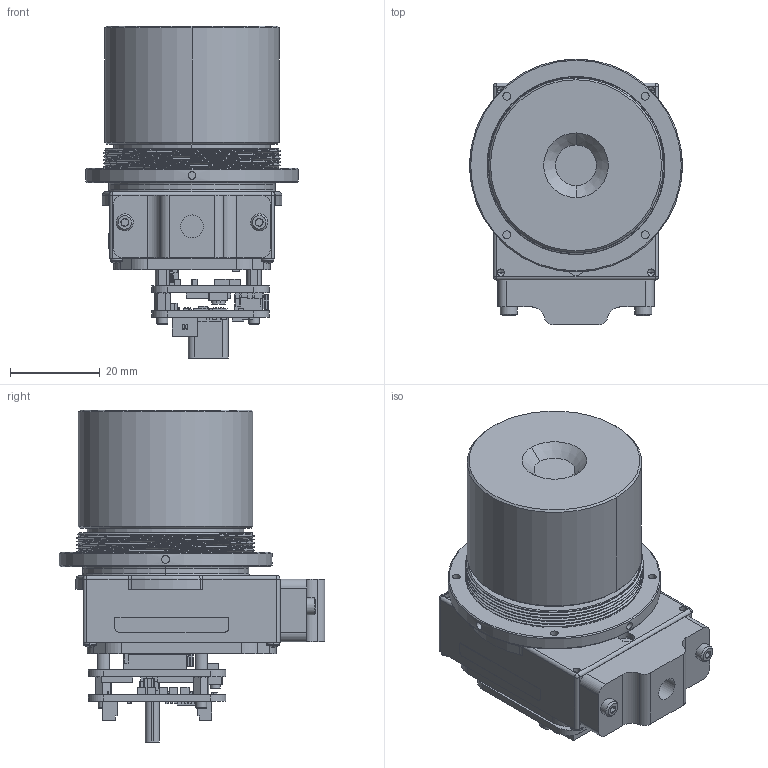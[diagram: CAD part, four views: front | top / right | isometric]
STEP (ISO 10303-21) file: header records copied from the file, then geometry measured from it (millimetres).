
FILE_DESCRIPTION (( 'STEP AP214' ), '1' );
FILE_NAME ('SL-D5-1324-A60.STEP', '2024-06-13T19:24:52', ( '' ), ( '' ), 'SwSTEP 2.0', 'SolidWorks 2023', '' );
FILE_SCHEMA (( 'AUTOMOTIVE_DESIGN' ));
Length unit declared in the file: inch
Products named in the file (1): SL-D5-1324-A60
Bounding box: 47.5 x 59.28 x 74.09 mm (x, y, z)
Volume: 67687.6 mm3; surface area: 27859 mm2
Topology: 12 solids, 16 shells, 1514 faces, 4004 edges, 2629 vertices
Faces by surface type: plane 993, cylinder 296, cone 120, bspline 66, torus 27, sphere 12
Full cylindrical faces by diameter (mm): 0.203 x3, 0.432 x2, 0.508 x3, 0.6 x12, 0.75 x2, 0.864 x3, 1.2 x2, 1.6 x6, 1.727 x8, 1.9 x4, 2.4 x2, 2.438 x2, 3.8 x2, 5.105 x1, 47.498 x1
Entity records: 70773 total; most frequent: CARTESIAN_POINT 33931, ORIENTED_EDGE 7728, DIRECTION 7171, EDGE_CURVE 3864, VECTOR 2701, LINE 2701, VERTEX_POINT 2590, AXIS2_PLACEMENT_3D 2235
